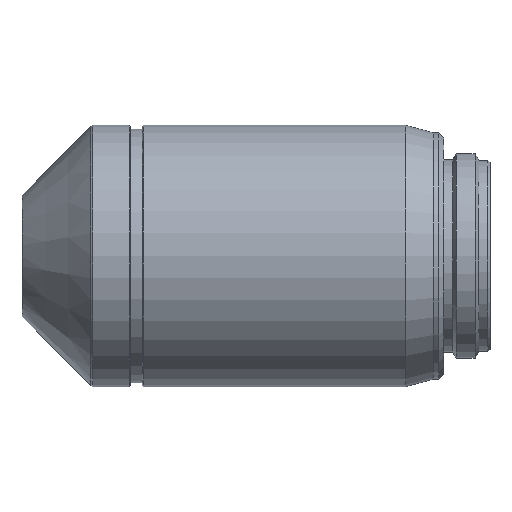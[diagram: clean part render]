
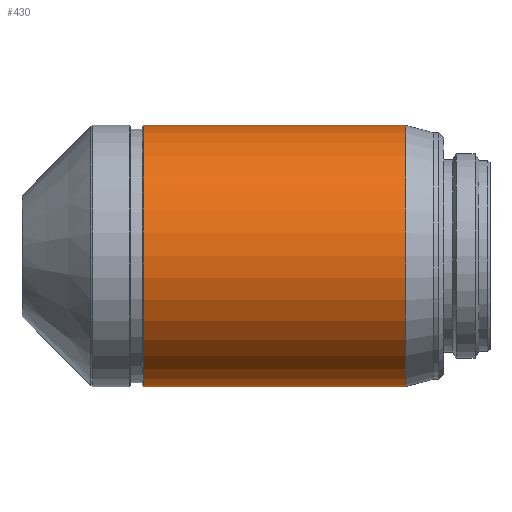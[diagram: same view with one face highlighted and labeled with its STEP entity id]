
A CAD part, top view. The second image highlights one B-rep face of the part: STEP entity #430.
In plain terms, the highlighted cylindrical face has radius 13 mm (diameter 26 mm), a partial arc.
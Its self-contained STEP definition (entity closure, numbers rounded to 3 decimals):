
#41 = DIRECTION ( 'NONE',  ( 0., -1., 0. ) ) ;
#64 = DIRECTION ( 'NONE',  ( 1., 0., 0. ) ) ;
#65 = DIRECTION ( 'NONE',  ( 1., 0., 0. ) ) ;
#68 = VERTEX_POINT ( 'NONE', #272 ) ;
#73 = CARTESIAN_POINT ( 'NONE',  ( 8.1, 0., 0. ) ) ;
#140 = CARTESIAN_POINT ( 'NONE',  ( 21.15, 0., 0. ) ) ;
#151 = AXIS2_PLACEMENT_3D ( 'NONE', #73, #65, #461 ) ;
#157 = CARTESIAN_POINT ( 'NONE',  ( 8.1, 13., 0. ) ) ;
#272 = CARTESIAN_POINT ( 'NONE',  ( 34.201, -13., 0. ) ) ;
#308 = EDGE_CURVE ( 'NONE', #395, #68, #786, .T. ) ;
#359 = VECTOR ( 'NONE', #1130, 1000. ) ;
#395 = VERTEX_POINT ( 'NONE', #439 ) ;
#411 = ORIENTED_EDGE ( 'NONE', *, *, #616, .T. ) ;
#430 = ADVANCED_FACE ( 'NONE', ( #452 ), #1027, .T. ) ;
#433 = ORIENTED_EDGE ( 'NONE', *, *, #676, .T. ) ;
#439 = CARTESIAN_POINT ( 'NONE',  ( 34.201, 13., 0. ) ) ;
#452 = FACE_OUTER_BOUND ( 'NONE', #1243, .T. ) ;
#459 = LINE ( 'NONE', #1213, #359 ) ;
#461 = DIRECTION ( 'NONE',  ( 0., 1., 0. ) ) ;
#462 = ORIENTED_EDGE ( 'NONE', *, *, #656, .F. ) ;
#540 = ORIENTED_EDGE ( 'NONE', *, *, #308, .F. ) ;
#564 = AXIS2_PLACEMENT_3D ( 'NONE', #782, #1160, #798 ) ;
#589 = VERTEX_POINT ( 'NONE', #157 ) ;
#609 = AXIS2_PLACEMENT_3D ( 'NONE', #140, #743, #41 ) ;
#616 = EDGE_CURVE ( 'NONE', #589, #814, #707, .T. ) ;
#656 = EDGE_CURVE ( 'NONE', #589, #395, #935, .T. ) ;
#676 = EDGE_CURVE ( 'NONE', #814, #68, #459, .T. ) ;
#707 = CIRCLE ( 'NONE', #151, 13. ) ;
#743 = DIRECTION ( 'NONE',  ( 1., 0., 0. ) ) ;
#782 = CARTESIAN_POINT ( 'NONE',  ( 34.201, 0., 0. ) ) ;
#786 = CIRCLE ( 'NONE', #564, 13. ) ;
#798 = DIRECTION ( 'NONE',  ( 0., 1., 0. ) ) ;
#814 = VERTEX_POINT ( 'NONE', #876 ) ;
#876 = CARTESIAN_POINT ( 'NONE',  ( 8.1, -13., 0. ) ) ;
#906 = VECTOR ( 'NONE', #64, 1000. ) ;
#935 = LINE ( 'NONE', #1222, #906 ) ;
#1027 = CYLINDRICAL_SURFACE ( 'NONE', #609, 13. ) ;
#1130 = DIRECTION ( 'NONE',  ( 1., 0., 0. ) ) ;
#1160 = DIRECTION ( 'NONE',  ( 1., 0., 0. ) ) ;
#1213 = CARTESIAN_POINT ( 'NONE',  ( 21.15, -13., 0. ) ) ;
#1222 = CARTESIAN_POINT ( 'NONE',  ( 21.15, 13., 0. ) ) ;
#1243 = EDGE_LOOP ( 'NONE', ( #433, #540, #462, #411 ) ) ;
